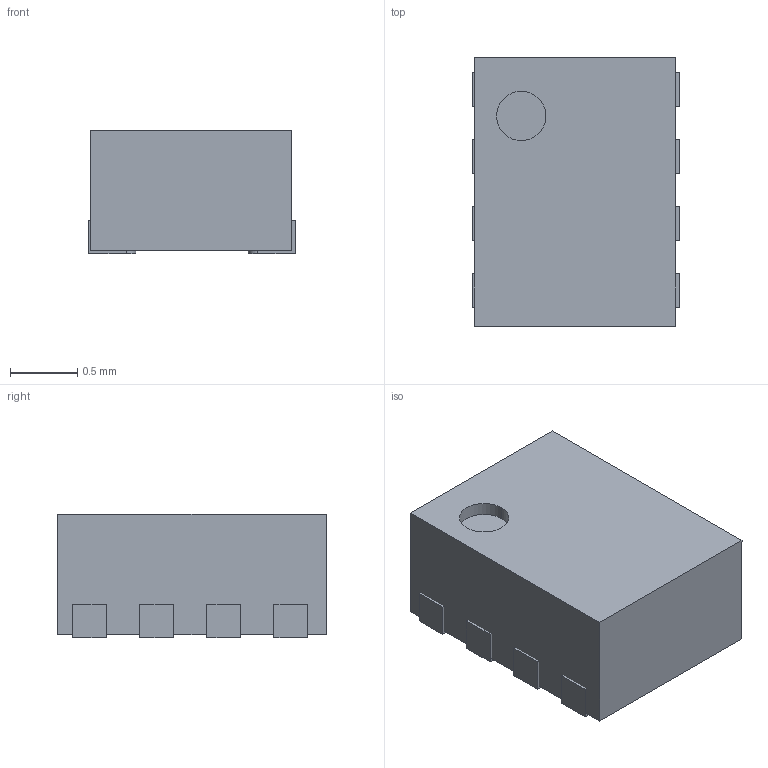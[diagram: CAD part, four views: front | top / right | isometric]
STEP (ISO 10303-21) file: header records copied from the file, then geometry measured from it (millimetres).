
FILE_DESCRIPTION (( 'STEP AP214' ), '1' );
FILE_NAME ('QFN8D1_5E2e0_5.STEP', '2020-03-29T06:46:15', ( '' ), ( '' ), 'SwSTEP 2.0', 'SolidWorks 2017', '' );
FILE_SCHEMA (( 'AUTOMOTIVE_DESIGN' ));
Length unit declared in the file: millimetre
Products named in the file (12): QFN-8-2; QFN8D1_5E2e0_5; qfn8-1
Assembly tree (9 placements, depth 2):
  QFN-8-2
  QFN-8-2
  QFN8D1_5E2e0_5
    QFN-8-2  x8
    qfn8-1
  QFN-8-2
  qfn8-1
Bounding box: 1.54 x 2 x 0.92 mm (x, y, z)
Volume: 2.9 mm3; surface area: 16.1 mm2
Topology: 9 solids, 9 shells, 73 faces, 162 edges, 108 vertices
Faces by surface type: plane 55, cylinder 18
Entity records: 848 total; most frequent: DIRECTION 104, CARTESIAN_POINT 90, ORIENTED_EDGE 72, AXIS2_PLACEMENT_3D 38, EDGE_CURVE 36, LINE 28, VECTOR 28, VERTEX_POINT 24
